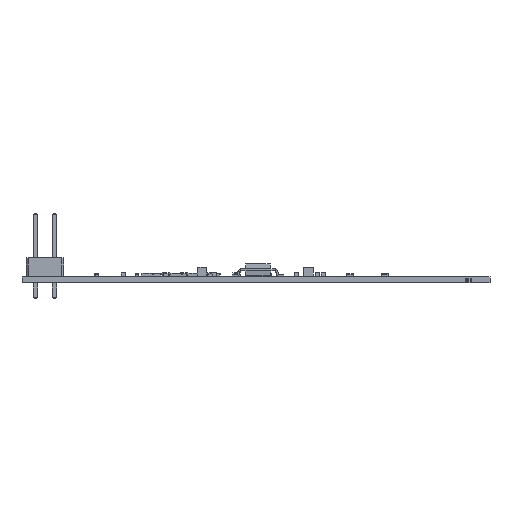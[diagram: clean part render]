
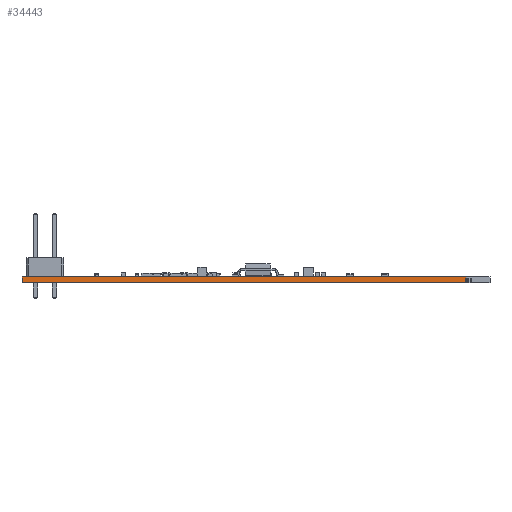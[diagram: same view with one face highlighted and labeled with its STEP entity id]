
A CAD part, left-side view. The second image highlights one B-rep face of the part: STEP entity #34443.
In plain terms, the highlighted planar face has unit normal (-1, 0, 0).
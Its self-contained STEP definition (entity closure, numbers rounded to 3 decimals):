
#26924 = PLANE('',#26925);
#26925 = AXIS2_PLACEMENT_3D('',#26926,#26927,#26928);
#26926 = CARTESIAN_POINT('',(117.979,-126.593,0.78));
#26927 = DIRECTION('',(-0.,-0.,-1.));
#26928 = DIRECTION('',(-1.,0.,0.));
#26978 = PLANE('',#26979);
#26979 = AXIS2_PLACEMENT_3D('',#26980,#26981,#26982);
#26980 = CARTESIAN_POINT('',(117.979,-126.593,0.));
#26981 = DIRECTION('',(-0.,-0.,-1.));
#26982 = DIRECTION('',(-1.,0.,0.));
#27011 = PLANE('',#27012);
#27012 = AXIS2_PLACEMENT_3D('',#27013,#27014,#27015);
#27013 = CARTESIAN_POINT('',(100.53,-94.143,0.));
#27014 = DIRECTION('',(0.,1.,0.));
#27015 = DIRECTION('',(1.,0.,0.));
#28067 = VERTEX_POINT('',#28068);
#28068 = CARTESIAN_POINT('',(100.53,-154.143,0.));
#28082 = PLANE('',#28083);
#28083 = AXIS2_PLACEMENT_3D('',#28084,#28085,#28086);
#28084 = CARTESIAN_POINT('',(105.78,-154.143,0.));
#28085 = DIRECTION('',(0.,-1.,0.));
#28086 = DIRECTION('',(-1.,0.,0.));
#28094 = EDGE_CURVE('',#28067,#28095,#28097,.T.);
#28095 = VERTEX_POINT('',#28096);
#28096 = CARTESIAN_POINT('',(100.53,-94.143,0.));
#28097 = SURFACE_CURVE('',#28098,(#28102,#28109),.PCURVE_S1.);
#28098 = LINE('',#28099,#28100);
#28099 = CARTESIAN_POINT('',(100.53,-154.143,0.));
#28100 = VECTOR('',#28101,1.);
#28101 = DIRECTION('',(0.,1.,0.));
#28102 = PCURVE('',#26978,#28103);
#28103 = DEFINITIONAL_REPRESENTATION('',(#28104),#28108);
#28104 = LINE('',#28105,#28106);
#28105 = CARTESIAN_POINT('',(17.449,-27.549));
#28106 = VECTOR('',#28107,1.);
#28107 = DIRECTION('',(0.,1.));
#28108 = ( GEOMETRIC_REPRESENTATION_CONTEXT(2) 
PARAMETRIC_REPRESENTATION_CONTEXT() REPRESENTATION_CONTEXT('2D SPACE',''
  ) );
#28109 = PCURVE('',#28110,#28115);
#28110 = PLANE('',#28111);
#28111 = AXIS2_PLACEMENT_3D('',#28112,#28113,#28114);
#28112 = CARTESIAN_POINT('',(100.53,-154.143,0.));
#28113 = DIRECTION('',(-1.,0.,0.));
#28114 = DIRECTION('',(0.,1.,0.));
#28115 = DEFINITIONAL_REPRESENTATION('',(#28116),#28120);
#28116 = LINE('',#28117,#28118);
#28117 = CARTESIAN_POINT('',(0.,0.));
#28118 = VECTOR('',#28119,1.);
#28119 = DIRECTION('',(1.,0.));
#28120 = ( GEOMETRIC_REPRESENTATION_CONTEXT(2) 
PARAMETRIC_REPRESENTATION_CONTEXT() REPRESENTATION_CONTEXT('2D SPACE',''
  ) );
#31871 = VERTEX_POINT('',#31872);
#31872 = CARTESIAN_POINT('',(100.53,-154.143,0.78));
#31893 = EDGE_CURVE('',#31871,#31894,#31896,.T.);
#31894 = VERTEX_POINT('',#31895);
#31895 = CARTESIAN_POINT('',(100.53,-94.143,0.78));
#31896 = SURFACE_CURVE('',#31897,(#31901,#31908),.PCURVE_S1.);
#31897 = LINE('',#31898,#31899);
#31898 = CARTESIAN_POINT('',(100.53,-154.143,0.78));
#31899 = VECTOR('',#31900,1.);
#31900 = DIRECTION('',(0.,1.,0.));
#31901 = PCURVE('',#26924,#31902);
#31902 = DEFINITIONAL_REPRESENTATION('',(#31903),#31907);
#31903 = LINE('',#31904,#31905);
#31904 = CARTESIAN_POINT('',(17.449,-27.549));
#31905 = VECTOR('',#31906,1.);
#31906 = DIRECTION('',(0.,1.));
#31907 = ( GEOMETRIC_REPRESENTATION_CONTEXT(2) 
PARAMETRIC_REPRESENTATION_CONTEXT() REPRESENTATION_CONTEXT('2D SPACE',''
  ) );
#31908 = PCURVE('',#28110,#31909);
#31909 = DEFINITIONAL_REPRESENTATION('',(#31910),#31914);
#31910 = LINE('',#31911,#31912);
#31911 = CARTESIAN_POINT('',(0.,-0.78));
#31912 = VECTOR('',#31913,1.);
#31913 = DIRECTION('',(1.,0.));
#31914 = ( GEOMETRIC_REPRESENTATION_CONTEXT(2) 
PARAMETRIC_REPRESENTATION_CONTEXT() REPRESENTATION_CONTEXT('2D SPACE',''
  ) );
#34393 = EDGE_CURVE('',#28095,#31894,#34394,.T.);
#34394 = SURFACE_CURVE('',#34395,(#34399,#34406),.PCURVE_S1.);
#34395 = LINE('',#34396,#34397);
#34396 = CARTESIAN_POINT('',(100.53,-94.143,0.));
#34397 = VECTOR('',#34398,1.);
#34398 = DIRECTION('',(0.,0.,1.));
#34399 = PCURVE('',#27011,#34400);
#34400 = DEFINITIONAL_REPRESENTATION('',(#34401),#34405);
#34401 = LINE('',#34402,#34403);
#34402 = CARTESIAN_POINT('',(0.,0.));
#34403 = VECTOR('',#34404,1.);
#34404 = DIRECTION('',(0.,-1.));
#34405 = ( GEOMETRIC_REPRESENTATION_CONTEXT(2) 
PARAMETRIC_REPRESENTATION_CONTEXT() REPRESENTATION_CONTEXT('2D SPACE',''
  ) );
#34406 = PCURVE('',#28110,#34407);
#34407 = DEFINITIONAL_REPRESENTATION('',(#34408),#34412);
#34408 = LINE('',#34409,#34410);
#34409 = CARTESIAN_POINT('',(60.,0.));
#34410 = VECTOR('',#34411,1.);
#34411 = DIRECTION('',(0.,-1.));
#34412 = ( GEOMETRIC_REPRESENTATION_CONTEXT(2) 
PARAMETRIC_REPRESENTATION_CONTEXT() REPRESENTATION_CONTEXT('2D SPACE',''
  ) );
#34443 = ADVANCED_FACE('',(#34444),#28110,.T.);
#34444 = FACE_BOUND('',#34445,.T.);
#34445 = EDGE_LOOP('',(#34446,#34467,#34468,#34469));
#34446 = ORIENTED_EDGE('',*,*,#34447,.T.);
#34447 = EDGE_CURVE('',#28067,#31871,#34448,.T.);
#34448 = SURFACE_CURVE('',#34449,(#34453,#34460),.PCURVE_S1.);
#34449 = LINE('',#34450,#34451);
#34450 = CARTESIAN_POINT('',(100.53,-154.143,0.));
#34451 = VECTOR('',#34452,1.);
#34452 = DIRECTION('',(0.,0.,1.));
#34453 = PCURVE('',#28110,#34454);
#34454 = DEFINITIONAL_REPRESENTATION('',(#34455),#34459);
#34455 = LINE('',#34456,#34457);
#34456 = CARTESIAN_POINT('',(0.,0.));
#34457 = VECTOR('',#34458,1.);
#34458 = DIRECTION('',(0.,-1.));
#34459 = ( GEOMETRIC_REPRESENTATION_CONTEXT(2) 
PARAMETRIC_REPRESENTATION_CONTEXT() REPRESENTATION_CONTEXT('2D SPACE',''
  ) );
#34460 = PCURVE('',#28082,#34461);
#34461 = DEFINITIONAL_REPRESENTATION('',(#34462),#34466);
#34462 = LINE('',#34463,#34464);
#34463 = CARTESIAN_POINT('',(5.25,0.));
#34464 = VECTOR('',#34465,1.);
#34465 = DIRECTION('',(0.,-1.));
#34466 = ( GEOMETRIC_REPRESENTATION_CONTEXT(2) 
PARAMETRIC_REPRESENTATION_CONTEXT() REPRESENTATION_CONTEXT('2D SPACE',''
  ) );
#34467 = ORIENTED_EDGE('',*,*,#31893,.T.);
#34468 = ORIENTED_EDGE('',*,*,#34393,.F.);
#34469 = ORIENTED_EDGE('',*,*,#28094,.F.);
